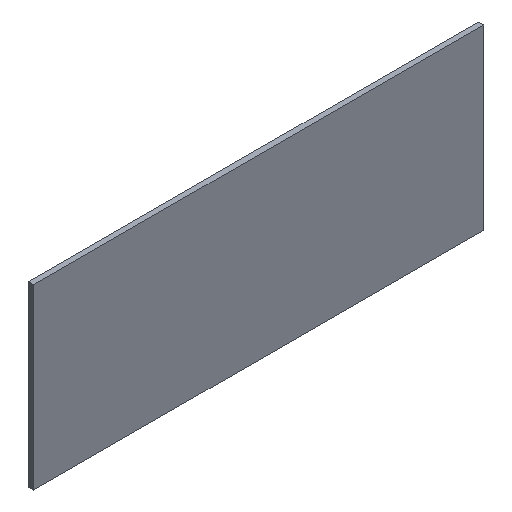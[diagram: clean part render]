
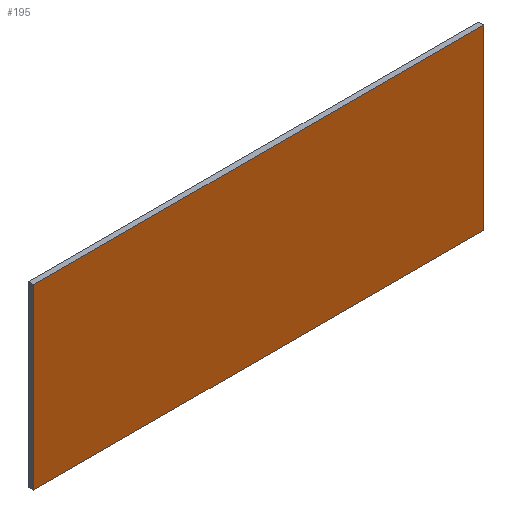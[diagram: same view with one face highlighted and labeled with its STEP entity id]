
A CAD part, isometric view. The second image highlights one B-rep face of the part: STEP entity #195.
In plain terms, the highlighted planar face has unit normal (0, -1, 0).
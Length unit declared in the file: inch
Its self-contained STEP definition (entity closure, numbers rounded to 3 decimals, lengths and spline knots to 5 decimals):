
#2 = VERTEX_POINT ( 'NONE', #131 ) ;
#5 = VERTEX_POINT ( 'NONE', #152 ) ;
#7 = DIRECTION ( 'NONE',  ( 0., 0., 1. ) ) ;
#8 = CARTESIAN_POINT ( 'NONE',  ( 0., 0., 0. ) ) ;
#16 = CARTESIAN_POINT ( 'NONE',  ( 8.225, 0., 0. ) ) ;
#18 = LINE ( 'NONE', #83, #133 ) ;
#21 = ORIENTED_EDGE ( 'NONE', *, *, #77, .F. ) ;
#24 = DIRECTION ( 'NONE',  ( -1., 0., 0. ) ) ;
#42 = VECTOR ( 'NONE', #79, 39.37008 ) ;
#44 = EDGE_CURVE ( 'NONE', #5, #225, #186, .T. ) ;
#45 = DIRECTION ( 'NONE',  ( 0., 1., 0. ) ) ;
#54 = EDGE_CURVE ( 'NONE', #225, #56, #116, .T. ) ;
#56 = VERTEX_POINT ( 'NONE', #150 ) ;
#60 = VECTOR ( 'NONE', #7, 39.37008 ) ;
#77 = EDGE_CURVE ( 'NONE', #2, #5, #18, .T. ) ;
#79 = DIRECTION ( 'NONE',  ( -1., 0., 0. ) ) ;
#83 = CARTESIAN_POINT ( 'NONE',  ( 0., 0., 3.25 ) ) ;
#91 = CARTESIAN_POINT ( 'NONE',  ( -8.225, 0., 0. ) ) ;
#97 = AXIS2_PLACEMENT_3D ( 'NONE', #8, #45, #24 ) ;
#98 = CARTESIAN_POINT ( 'NONE',  ( 0., 0., -3.25 ) ) ;
#103 = EDGE_LOOP ( 'NONE', ( #21, #156, #201, #222 ) ) ;
#107 = PLANE ( 'NONE',  #97 ) ;
#116 = LINE ( 'NONE', #98, #42 ) ;
#131 = CARTESIAN_POINT ( 'NONE',  ( -8.225, 0., 3.25 ) ) ;
#133 = VECTOR ( 'NONE', #154, 39.37008 ) ;
#139 = EDGE_CURVE ( 'NONE', #56, #2, #179, .T. ) ;
#142 = VECTOR ( 'NONE', #224, 39.37008 ) ;
#150 = CARTESIAN_POINT ( 'NONE',  ( -8.225, 0., -3.25 ) ) ;
#152 = CARTESIAN_POINT ( 'NONE',  ( 8.225, 0., 3.25 ) ) ;
#154 = DIRECTION ( 'NONE',  ( 1., 0., 0. ) ) ;
#156 = ORIENTED_EDGE ( 'NONE', *, *, #139, .F. ) ;
#158 = CARTESIAN_POINT ( 'NONE',  ( 8.225, 0., -3.25 ) ) ;
#179 = LINE ( 'NONE', #91, #60 ) ;
#186 = LINE ( 'NONE', #16, #142 ) ;
#195 = ADVANCED_FACE ( 'NONE', ( #228 ), #107, .F. ) ;
#201 = ORIENTED_EDGE ( 'NONE', *, *, #54, .F. ) ;
#222 = ORIENTED_EDGE ( 'NONE', *, *, #44, .F. ) ;
#224 = DIRECTION ( 'NONE',  ( 0., 0., -1. ) ) ;
#225 = VERTEX_POINT ( 'NONE', #158 ) ;
#228 = FACE_OUTER_BOUND ( 'NONE', #103, .T. ) ;
